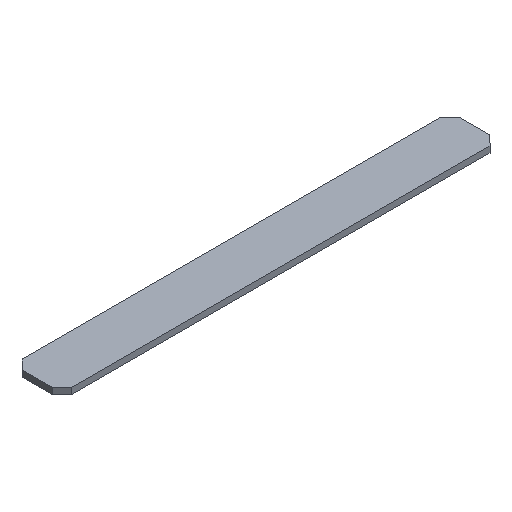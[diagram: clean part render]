
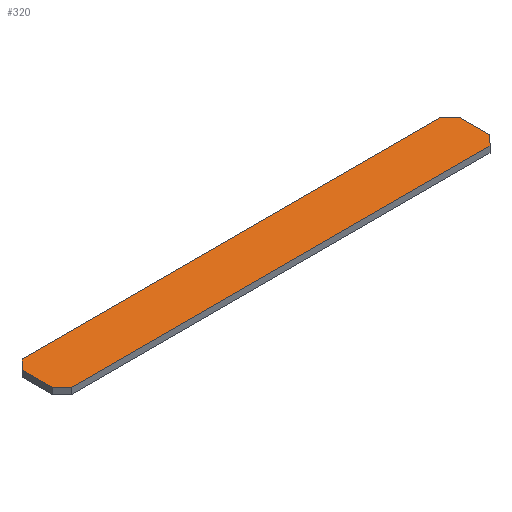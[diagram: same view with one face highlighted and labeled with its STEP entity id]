
A CAD part, isometric view. The second image highlights one B-rep face of the part: STEP entity #320.
In plain terms, the highlighted planar face has unit normal (0, 0, 1).
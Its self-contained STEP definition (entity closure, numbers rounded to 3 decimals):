
#77 = VERTEX_POINT('',#78);
#78 = CARTESIAN_POINT('',(85.09,-95.228,0.));
#95 = VERTEX_POINT('',#96);
#96 = CARTESIAN_POINT('',(85.09,-103.102,0.));
#102 = EDGE_CURVE('',#77,#95,#103,.T.);
#103 = LINE('',#104,#105);
#104 = CARTESIAN_POINT('',(85.09,-95.228,0.));
#105 = VECTOR('',#106,1.);
#106 = DIRECTION('',(0.,-1.,0.));
#126 = VERTEX_POINT('',#127);
#127 = CARTESIAN_POINT('',(87.63,-105.642,0.));
#133 = EDGE_CURVE('',#95,#126,#134,.T.);
#134 = LINE('',#135,#136);
#135 = CARTESIAN_POINT('',(85.09,-103.102,0.));
#136 = VECTOR('',#137,1.);
#137 = DIRECTION('',(0.707,-0.707,0.));
#157 = VERTEX_POINT('',#158);
#158 = CARTESIAN_POINT('',(197.104,-105.642,0.));
#164 = EDGE_CURVE('',#126,#157,#165,.T.);
#165 = LINE('',#166,#167);
#166 = CARTESIAN_POINT('',(87.63,-105.642,0.));
#167 = VECTOR('',#168,1.);
#168 = DIRECTION('',(1.,0.,0.));
#188 = VERTEX_POINT('',#189);
#189 = CARTESIAN_POINT('',(199.644,-103.102,0.));
#195 = EDGE_CURVE('',#157,#188,#196,.T.);
#196 = LINE('',#197,#198);
#197 = CARTESIAN_POINT('',(197.104,-105.642,0.));
#198 = VECTOR('',#199,1.);
#199 = DIRECTION('',(0.707,0.707,0.));
#219 = VERTEX_POINT('',#220);
#220 = CARTESIAN_POINT('',(199.644,-95.228,0.));
#226 = EDGE_CURVE('',#188,#219,#227,.T.);
#227 = LINE('',#228,#229);
#228 = CARTESIAN_POINT('',(199.644,-103.102,0.));
#229 = VECTOR('',#230,1.);
#230 = DIRECTION('',(0.,1.,0.));
#250 = VERTEX_POINT('',#251);
#251 = CARTESIAN_POINT('',(197.104,-92.688,0.));
#257 = EDGE_CURVE('',#219,#250,#258,.T.);
#258 = LINE('',#259,#260);
#259 = CARTESIAN_POINT('',(199.644,-95.228,0.));
#260 = VECTOR('',#261,1.);
#261 = DIRECTION('',(-0.707,0.707,0.));
#281 = VERTEX_POINT('',#282);
#282 = CARTESIAN_POINT('',(87.63,-92.688,0.));
#288 = EDGE_CURVE('',#250,#281,#289,.T.);
#289 = LINE('',#290,#291);
#290 = CARTESIAN_POINT('',(197.104,-92.688,0.));
#291 = VECTOR('',#292,1.);
#292 = DIRECTION('',(-1.,0.,0.));
#310 = EDGE_CURVE('',#281,#77,#311,.T.);
#311 = LINE('',#312,#313);
#312 = CARTESIAN_POINT('',(87.63,-92.688,0.));
#313 = VECTOR('',#314,1.);
#314 = DIRECTION('',(-0.707,-0.707,0.));
#320 = ADVANCED_FACE('',(#321),#331,.T.);
#321 = FACE_BOUND('',#322,.T.);
#322 = EDGE_LOOP('',(#323,#324,#325,#326,#327,#328,#329,#330));
#323 = ORIENTED_EDGE('',*,*,#102,.T.);
#324 = ORIENTED_EDGE('',*,*,#133,.T.);
#325 = ORIENTED_EDGE('',*,*,#164,.T.);
#326 = ORIENTED_EDGE('',*,*,#195,.T.);
#327 = ORIENTED_EDGE('',*,*,#226,.T.);
#328 = ORIENTED_EDGE('',*,*,#257,.T.);
#329 = ORIENTED_EDGE('',*,*,#288,.T.);
#330 = ORIENTED_EDGE('',*,*,#310,.T.);
#331 = PLANE('',#332);
#332 = AXIS2_PLACEMENT_3D('',#333,#334,#335);
#333 = CARTESIAN_POINT('',(142.367,-99.165,0.));
#334 = DIRECTION('',(0.,0.,1.));
#335 = DIRECTION('',(1.,0.,0.));
